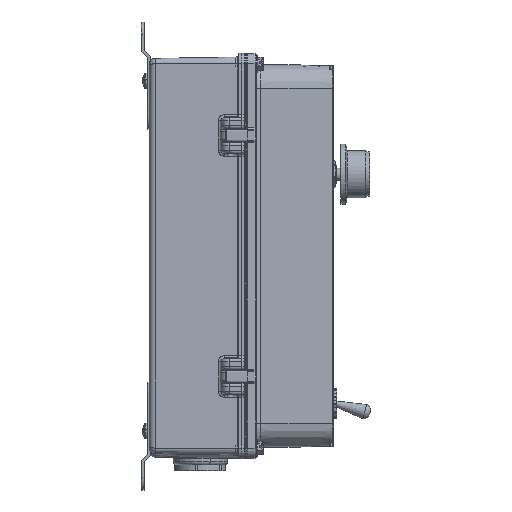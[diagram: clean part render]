
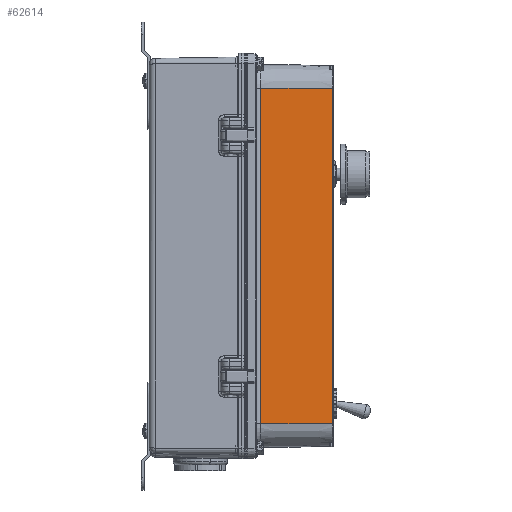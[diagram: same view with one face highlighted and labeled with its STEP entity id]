
A CAD part, top view. The second image highlights one B-rep face of the part: STEP entity #62614.
In plain terms, the highlighted planar face has unit normal (0.012, -0.002, 1).
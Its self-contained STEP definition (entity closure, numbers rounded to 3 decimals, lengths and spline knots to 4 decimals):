
#6908 = EDGE_CURVE ( 'NONE', #82921, #82928, #36860, .T. ) ;
#18696 = LINE ( 'NONE', #33704, #18699 ) ;
#18699 = VECTOR ( 'NONE', #33705, 39.3701 ) ;
#18701 = LINE ( 'NONE', #33774, #18705 ) ;
#18705 = VECTOR ( 'NONE', #33775, 39.3701 ) ;
#27967 = ORIENTED_EDGE ( 'NONE', *, *, #76101, .T. ) ;
#27968 = ORIENTED_EDGE ( 'NONE', *, *, #76227, .T. ) ;
#27971 = ORIENTED_EDGE ( 'NONE', *, *, #76115, .F. ) ;
#27973 = ORIENTED_EDGE ( 'NONE', *, *, #6908, .T. ) ;
#29046 = EDGE_LOOP ( 'NONE', ( #27967, #27968, #27971, #27973 ) ) ;
#33704 = CARTESIAN_POINT ( 'NONE',  ( 0.0007, 3.475, 2.615 ) ) ;
#33705 = DIRECTION ( 'NONE',  ( -1., 0., 0.012 ) ) ;
#33774 = CARTESIAN_POINT ( 'NONE',  ( 0.0007, -3.475, 2.615 ) ) ;
#33775 = DIRECTION ( 'NONE',  ( -1., 0., 0.012 ) ) ;
#34125 = CARTESIAN_POINT ( 'NONE',  ( 0.3389, 3.475, 2.611 ) ) ;
#34126 = DIRECTION ( 'NONE',  ( 0., -1., 0. ) ) ;
#34433 = LINE ( 'NONE', #34125, #34436 ) ;
#34436 = VECTOR ( 'NONE', #34126, 39.3701 ) ;
#36860 = LINE ( 'NONE', #38895, #36864 ) ;
#36864 = VECTOR ( 'NONE', #38905, 39.3701 ) ;
#38895 = CARTESIAN_POINT ( 'NONE',  ( 1.8252, 3.475, 2.5933 ) ) ;
#38905 = DIRECTION ( 'NONE',  ( 0., 1., 0. ) ) ;
#53460 = CARTESIAN_POINT ( 'NONE',  ( 1.8252, -3.475, 2.5933 ) ) ;
#53461 = CARTESIAN_POINT ( 'NONE',  ( 0.3389, 3.475, 2.611 ) ) ;
#53462 = CARTESIAN_POINT ( 'NONE',  ( 1.8252, 3.475, 2.5933 ) ) ;
#53463 = CARTESIAN_POINT ( 'NONE',  ( 0.3389, -3.475, 2.611 ) ) ;
#62614 = ADVANCED_FACE ( 'NONE', ( #68575 ), #70143, .T. ) ;
#68575 = FACE_OUTER_BOUND ( 'NONE', #29046, .T. ) ;
#70143 = PLANE ( 'NONE',  #73061 ) ;
#70169 = CARTESIAN_POINT ( 'NONE',  ( 0.0007, 3.475, 2.615 ) ) ;
#70171 = DIRECTION ( 'NONE',  ( 0.012, 0., 1. ) ) ;
#70172 = DIRECTION ( 'NONE',  ( 1., 0., -0.012 ) ) ;
#73061 = AXIS2_PLACEMENT_3D ( 'NONE', #70169, #70171, #70172 ) ;
#76101 = EDGE_CURVE ( 'NONE', #82928, #82925, #18696, .T. ) ;
#76115 = EDGE_CURVE ( 'NONE', #82921, #82932, #18701, .T. ) ;
#76227 = EDGE_CURVE ( 'NONE', #82925, #82932, #34433, .T. ) ;
#82921 = VERTEX_POINT ( 'NONE', #53460 ) ;
#82925 = VERTEX_POINT ( 'NONE', #53461 ) ;
#82928 = VERTEX_POINT ( 'NONE', #53462 ) ;
#82932 = VERTEX_POINT ( 'NONE', #53463 ) ;
